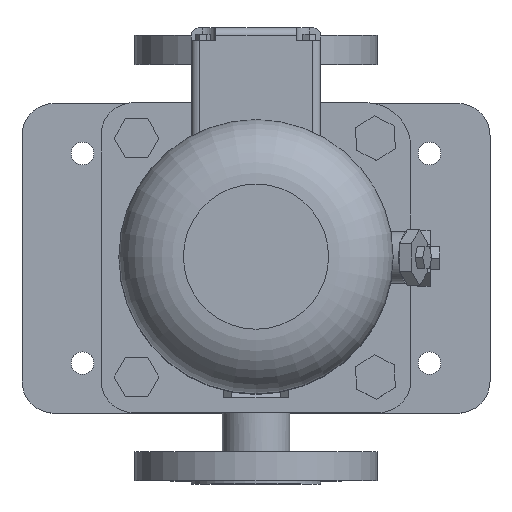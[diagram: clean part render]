
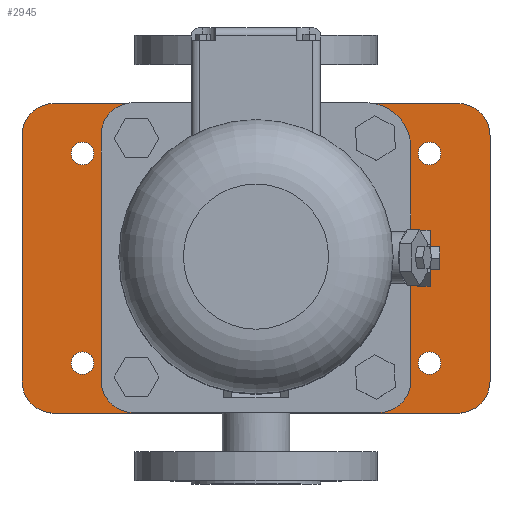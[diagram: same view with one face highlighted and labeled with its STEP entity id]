
A CAD part, top view. The second image highlights one B-rep face of the part: STEP entity #2945.
In plain terms, the highlighted planar face has unit normal (0, 0, 1).
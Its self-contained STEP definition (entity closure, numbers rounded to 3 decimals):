
#2945=ADVANCED_FACE('',(#6826,#6828,#6830,#6832,#6834,#6836,#6838,#6840,#6842,#6844),
#6846,.T.);
#6826=FACE_BOUND('',#6827,.T.);
#6827=EDGE_LOOP('',(#10084,#10085,#10086,#10087,#10088,#10089,#10090,#10091));
#6828=FACE_BOUND('',#6829,.T.);
#6829=EDGE_LOOP('',(#10092));
#6830=FACE_BOUND('',#6831,.T.);
#6831=EDGE_LOOP('',(#10093));
#6832=FACE_BOUND('',#6833,.T.);
#6833=EDGE_LOOP('',(#10094));
#6834=FACE_BOUND('',#6835,.T.);
#6835=EDGE_LOOP('',(#10095));
#6836=FACE_BOUND('',#6837,.T.);
#6837=EDGE_LOOP('',(#10096));
#6838=FACE_BOUND('',#6839,.T.);
#6839=EDGE_LOOP('',(#10097));
#6840=FACE_BOUND('',#6841,.T.);
#6841=EDGE_LOOP('',(#10098));
#6842=FACE_BOUND('',#6843,.T.);
#6843=EDGE_LOOP('',(#10099));
#6844=FACE_BOUND('',#6845,.T.);
#6845=EDGE_LOOP('',(#10100));
#6846=PLANE('',#6847);
#6847=AXIS2_PLACEMENT_3D('',#6848,#6849,#6850);
#6848=CARTESIAN_POINT('',(0.,0.,20.));
#6849=DIRECTION('',(0.,0.,1.));
#6850=DIRECTION('',(-1.,0.,0.));
#10084=ORIENTED_EDGE('',*,*,#11839,.T.);
#10085=ORIENTED_EDGE('',*,*,#11840,.T.);
#10086=ORIENTED_EDGE('',*,*,#11841,.T.);
#10087=ORIENTED_EDGE('',*,*,#11842,.T.);
#10088=ORIENTED_EDGE('',*,*,#11843,.T.);
#10089=ORIENTED_EDGE('',*,*,#11844,.T.);
#10090=ORIENTED_EDGE('',*,*,#11845,.T.);
#10091=ORIENTED_EDGE('',*,*,#11846,.T.);
#10092=ORIENTED_EDGE('',*,*,#11740,.F.);
#10093=ORIENTED_EDGE('',*,*,#11828,.F.);
#10094=ORIENTED_EDGE('',*,*,#11829,.F.);
#10095=ORIENTED_EDGE('',*,*,#11830,.F.);
#10096=ORIENTED_EDGE('',*,*,#11831,.F.);
#10097=ORIENTED_EDGE('',*,*,#11847,.T.);
#10098=ORIENTED_EDGE('',*,*,#11848,.T.);
#10099=ORIENTED_EDGE('',*,*,#11849,.T.);
#10100=ORIENTED_EDGE('',*,*,#11850,.T.);
#11740=EDGE_CURVE('',#13743,#13743,#13744,.T.);
#11828=EDGE_CURVE('',#13919,#13919,#13920,.T.);
#11829=EDGE_CURVE('',#13921,#13921,#13922,.T.);
#11830=EDGE_CURVE('',#13923,#13923,#13924,.T.);
#11831=EDGE_CURVE('',#13925,#13925,#13926,.T.);
#11839=EDGE_CURVE('',#13941,#13942,#13943,.T.);
#11840=EDGE_CURVE('',#13942,#13944,#13945,.T.);
#11841=EDGE_CURVE('',#13944,#13946,#13947,.T.);
#11842=EDGE_CURVE('',#13946,#13948,#13949,.T.);
#11843=EDGE_CURVE('',#13948,#13950,#13951,.T.);
#11844=EDGE_CURVE('',#13950,#13952,#13953,.T.);
#11845=EDGE_CURVE('',#13952,#13954,#13955,.T.);
#11846=EDGE_CURVE('',#13954,#13941,#13956,.T.);
#11847=EDGE_CURVE('',#13957,#13957,#13958,.F.);
#11848=EDGE_CURVE('',#13959,#13959,#13960,.F.);
#11849=EDGE_CURVE('',#13961,#13961,#13962,.F.);
#11850=EDGE_CURVE('',#13963,#13963,#13964,.F.);
#13743=VERTEX_POINT('',#18321);
#13744=CIRCLE('',#18322,77.5);
#13919=VERTEX_POINT('',#19557);
#13920=CIRCLE('',#19558,7.);
#13921=VERTEX_POINT('',#19562);
#13922=CIRCLE('',#19563,7.);
#13923=VERTEX_POINT('',#19567);
#13924=CIRCLE('',#19568,7.);
#13925=VERTEX_POINT('',#19572);
#13926=CIRCLE('',#19573,7.);
#13941=VERTEX_POINT('',#19606);
#13942=VERTEX_POINT('',#19607);
#13943=CIRCLE('',#19608,20.);
#13944=VERTEX_POINT('',#19612);
#13945=LINE('',#19613,#19614);
#13946=VERTEX_POINT('',#19616);
#13947=CIRCLE('',#19617,20.);
#13948=VERTEX_POINT('',#19621);
#13949=LINE('',#19622,#19623);
#13950=VERTEX_POINT('',#19625);
#13951=CIRCLE('',#19626,20.);
#13952=VERTEX_POINT('',#19630);
#13953=LINE('',#19631,#19632);
#13954=VERTEX_POINT('',#19634);
#13955=CIRCLE('',#19635,20.);
#13956=LINE('',#19639,#19640);
#13957=VERTEX_POINT('',#19642);
#13958=CIRCLE('',#19643,7.);
#13959=VERTEX_POINT('',#19647);
#13960=CIRCLE('',#19648,7.);
#13961=VERTEX_POINT('',#19652);
#13962=CIRCLE('',#19653,7.);
#13963=VERTEX_POINT('',#19657);
#13964=CIRCLE('',#19658,7.);
#18321=CARTESIAN_POINT('',(0.,77.5,20.));
#18322=AXIS2_PLACEMENT_3D('',#18323,#18324,#18325);
#18323=CARTESIAN_POINT('',(0.,0.,20.));
#18324=DIRECTION('',(0.,0.,1.));
#18325=DIRECTION('',(0.,1.,0.));
#19557=CARTESIAN_POINT('',(-74.246,-67.246,20.));
#19558=AXIS2_PLACEMENT_3D('',#19559,#19560,#19561);
#19559=CARTESIAN_POINT('',(-74.246,-74.246,20.));
#19560=DIRECTION('',(0.,0.,1.));
#19561=DIRECTION('',(0.,1.,0.));
#19562=CARTESIAN_POINT('',(74.246,-67.246,20.));
#19563=AXIS2_PLACEMENT_3D('',#19564,#19565,#19566);
#19564=CARTESIAN_POINT('',(74.246,-74.246,20.));
#19565=DIRECTION('',(0.,0.,1.));
#19566=DIRECTION('',(0.,1.,0.));
#19567=CARTESIAN_POINT('',(74.246,81.246,20.));
#19568=AXIS2_PLACEMENT_3D('',#19569,#19570,#19571);
#19569=CARTESIAN_POINT('',(74.246,74.246,20.));
#19570=DIRECTION('',(0.,0.,1.));
#19571=DIRECTION('',(0.,1.,0.));
#19572=CARTESIAN_POINT('',(-74.246,81.246,20.));
#19573=AXIS2_PLACEMENT_3D('',#19574,#19575,#19576);
#19574=CARTESIAN_POINT('',(-74.246,74.246,20.));
#19575=DIRECTION('',(0.,0.,1.));
#19576=DIRECTION('',(0.,1.,0.));
#19606=CARTESIAN_POINT('',(-145.,-76.,20.));
#19607=CARTESIAN_POINT('',(-125.,-96.,20.));
#19608=AXIS2_PLACEMENT_3D('',#19609,#19610,#19611);
#19609=CARTESIAN_POINT('',(-125.,-76.,20.));
#19610=DIRECTION('',(0.,0.,1.));
#19611=DIRECTION('',(-1.,0.,0.));
#19612=CARTESIAN_POINT('',(125.,-96.,20.));
#19613=CARTESIAN_POINT('',(-125.,-96.,20.));
#19614=VECTOR('',#19615,1.);
#19615=DIRECTION('',(1.,0.,0.));
#19616=CARTESIAN_POINT('',(145.,-76.,20.));
#19617=AXIS2_PLACEMENT_3D('',#19618,#19619,#19620);
#19618=CARTESIAN_POINT('',(125.,-76.,20.));
#19619=DIRECTION('',(0.,0.,1.));
#19620=DIRECTION('',(0.,-1.,0.));
#19621=CARTESIAN_POINT('',(145.,76.,20.));
#19622=CARTESIAN_POINT('',(145.,-76.,20.));
#19623=VECTOR('',#19624,1.);
#19624=DIRECTION('',(0.,1.,0.));
#19625=CARTESIAN_POINT('',(125.,96.,20.));
#19626=AXIS2_PLACEMENT_3D('',#19627,#19628,#19629);
#19627=CARTESIAN_POINT('',(125.,76.,20.));
#19628=DIRECTION('',(0.,0.,1.));
#19629=DIRECTION('',(1.,0.,0.));
#19630=CARTESIAN_POINT('',(-125.,96.,20.));
#19631=CARTESIAN_POINT('',(125.,96.,20.));
#19632=VECTOR('',#19633,1.);
#19633=DIRECTION('',(-1.,0.,0.));
#19634=CARTESIAN_POINT('',(-145.,76.,20.));
#19635=AXIS2_PLACEMENT_3D('',#19636,#19637,#19638);
#19636=CARTESIAN_POINT('',(-125.,76.,20.));
#19637=DIRECTION('',(0.,0.,1.));
#19638=DIRECTION('',(0.,1.,0.));
#19639=CARTESIAN_POINT('',(-145.,76.,20.));
#19640=VECTOR('',#19641,1.);
#19641=DIRECTION('',(0.,-1.,0.));
#19642=CARTESIAN_POINT('',(-114.5,65.,20.));
#19643=AXIS2_PLACEMENT_3D('',#19644,#19645,#19646);
#19644=CARTESIAN_POINT('',(-107.5,65.,20.));
#19645=DIRECTION('',(0.,0.,1.));
#19646=DIRECTION('',(-1.,0.,0.));
#19647=CARTESIAN_POINT('',(100.5,65.,20.));
#19648=AXIS2_PLACEMENT_3D('',#19649,#19650,#19651);
#19649=CARTESIAN_POINT('',(107.5,65.,20.));
#19650=DIRECTION('',(0.,0.,1.));
#19651=DIRECTION('',(-1.,0.,0.));
#19652=CARTESIAN_POINT('',(-114.5,-65.,20.));
#19653=AXIS2_PLACEMENT_3D('',#19654,#19655,#19656);
#19654=CARTESIAN_POINT('',(-107.5,-65.,20.));
#19655=DIRECTION('',(0.,0.,1.));
#19656=DIRECTION('',(-1.,0.,0.));
#19657=CARTESIAN_POINT('',(100.5,-65.,20.));
#19658=AXIS2_PLACEMENT_3D('',#19659,#19660,#19661);
#19659=CARTESIAN_POINT('',(107.5,-65.,20.));
#19660=DIRECTION('',(0.,0.,1.));
#19661=DIRECTION('',(-1.,0.,0.));
